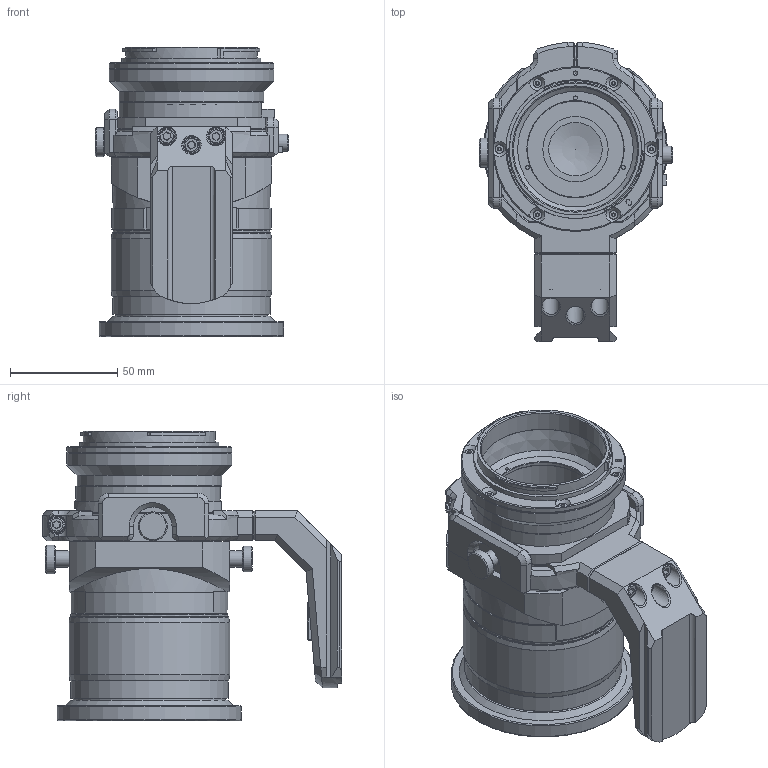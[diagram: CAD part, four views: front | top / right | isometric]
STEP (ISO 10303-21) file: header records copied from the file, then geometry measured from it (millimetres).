
FILE_DESCRIPTION(/* description */ ('Unknown'),/* implementation_level */ '2;1');
FILE_NAME(/* name */ 'samyang_24mmTS_tripodCollar',/* time_stamp */ '2026-01-13T14:07:40-05:00',/* author */ ('Unknown'),/* organization */ ('Unknown'),/* preprocessor_version */ 'ST-DEVELOPER v18.1',/* originating_system */ 'Solid Edge',/* authorisation */ 'Unknown');
FILE_SCHEMA (('AUTOMOTIVE_DESIGN {1 0 10303 214 3 1 1}'));
Length unit declared in the file: millimetre
Products named in the file (8): samyang_24mmTS; samyang_24mmTS_GFX_tube; mountLensBase_flange_GFX; samyang_24mmTS_body; samyang_24mmTS_tripodCollarFoot; samyang_24mmTS_tripodCollar; M4_hexCapHead_30mm; M4_heatSetInsert_8mm
Assembly tree (13 placements, depth 2):
  samyang_24mmTS
    samyang_24mmTS_GFX_tube
    mountLensBase_flange_GFX
    samyang_24mmTS_body
    samyang_24mmTS_tripodCollarFoot
    samyang_24mmTS_tripodCollar
    M4_hexCapHead_30mm  x4
    M4_heatSetInsert_8mm  x4
Bounding box: 90.5 x 139.61 x 135.05 mm (x, y, z)
Volume: 491955.3 mm3; surface area: 106677.4 mm2
Topology: 13 solids, 13 shells, 1176 faces, 2994 edges, 1917 vertices
Faces by surface type: plane 837, cylinder 156, cone 146, torus 18, bspline 16, sphere 3
Full cylindrical faces by diameter (mm): 1.4 x6, 1.8 x9, 4 x16, 5.3 x8, 5.8 x4, 6 x8, 7 x4, 7.5 x3, 8 x5, 12.045 x1, 13.5 x2, 24.5 x1, 28.5 x1, 30.5 x1, 45 x2, 52 x1, 55 x1, 58 x1, 64.9 x1, 65.15 x1, 67.5 x1, 71 x1, 73.25 x1, 73.5 x1, 75 x1, 77 x2, 81.3 x1, 86 x1
Entity records: 37234 total; most frequent: CARTESIAN_POINT 6975, ORIENTED_EDGE 5208, DIRECTION 5031, EDGE_CURVE 2604, LINE 1937, VECTOR 1937, VERTEX_POINT 1740, AXIS2_PLACEMENT_3D 1547
